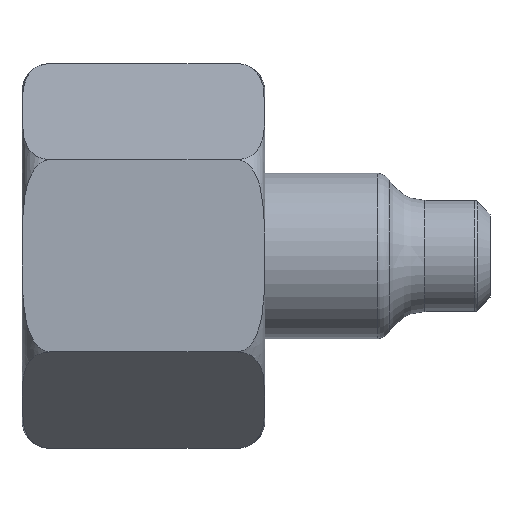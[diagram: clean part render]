
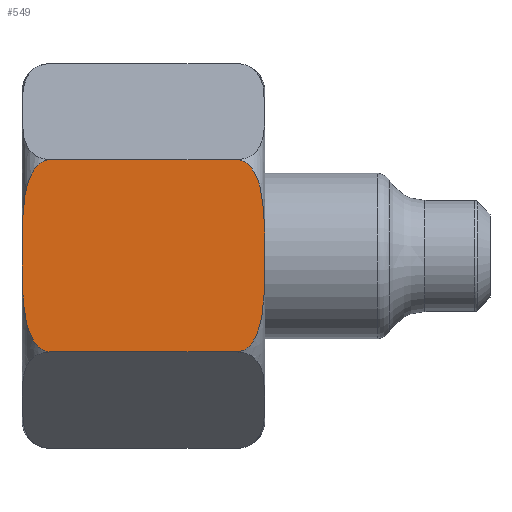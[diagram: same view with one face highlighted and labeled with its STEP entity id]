
A CAD part, top view. The second image highlights one B-rep face of the part: STEP entity #549.
In plain terms, the highlighted planar face has unit normal (0, 0, 1).
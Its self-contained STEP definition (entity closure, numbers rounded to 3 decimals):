
#425=B_SPLINE_CURVE_WITH_KNOTS('',3,(#1518,#1519,#1520,#1521,#1522,#1523,
#1524,#1525,#1526,#1527,#1528,#1529,#1530,#1531,#1532,#1533,#1534,#1535),
 .UNSPECIFIED.,.F.,.F.,(4,2,2,2,2,2,2,2,4),(0.,0.063,0.125,0.25,0.5,0.75,
0.875,0.938,1.),.UNSPECIFIED.);
#431=B_SPLINE_CURVE_WITH_KNOTS('',3,(#1637,#1638,#1639,#1640,#1641,#1642,
#1643,#1644,#1645,#1646,#1647,#1648,#1649,#1650,#1651,#1652,#1653,#1654),
 .UNSPECIFIED.,.F.,.F.,(4,2,2,2,2,2,2,2,4),(0.,0.063,0.125,
0.25,0.5,0.75,0.875,0.938,1.),.UNSPECIFIED.);
#442=FACE_OUTER_BOUND('',#712,.T.);
#453=LINE('',#1450,#465);
#454=LINE('',#1455,#466);
#465=VECTOR('',#1260,1.);
#466=VECTOR('',#1265,1.);
#494=PLANE('',#1123);
#549=ADVANCED_FACE('',(#442),#494,.T.);
#712=EDGE_LOOP('',(#840,#841,#842,#843));
#840=ORIENTED_EDGE('',*,*,#961,.T.);
#841=ORIENTED_EDGE('',*,*,#970,.T.);
#842=ORIENTED_EDGE('',*,*,#963,.T.);
#843=ORIENTED_EDGE('',*,*,#981,.T.);
#899=VERTEX_POINT('',#1444);
#902=VERTEX_POINT('',#1449);
#904=VERTEX_POINT('',#1454);
#905=VERTEX_POINT('',#1456);
#961=EDGE_CURVE('',#899,#902,#453,.T.);
#963=EDGE_CURVE('',#905,#904,#454,.T.);
#970=EDGE_CURVE('',#902,#905,#425,.T.);
#981=EDGE_CURVE('',#904,#899,#431,.T.);
#1123=AXIS2_PLACEMENT_3D('',#1714,#1317,#1318);
#1260=DIRECTION('',(-1.,0.,0.));
#1265=DIRECTION('',(1.,0.,0.));
#1317=DIRECTION('',(0.,0.,1.));
#1318=DIRECTION('',(1.,0.,0.));
#1444=CARTESIAN_POINT('',(15.5,6.92,12.005));
#1449=CARTESIAN_POINT('',(2.,6.92,12.005));
#1450=CARTESIAN_POINT('',(0.,6.92,12.005));
#1454=CARTESIAN_POINT('',(15.5,-6.92,12.005));
#1455=CARTESIAN_POINT('',(0.,-6.92,12.005));
#1456=CARTESIAN_POINT('',(2.,-6.92,12.005));
#1518=CARTESIAN_POINT('',(2.,6.92,12.005));
#1519=CARTESIAN_POINT('',(1.674,6.92,12.005));
#1520=CARTESIAN_POINT('',(1.368,6.749,12.005));
#1521=CARTESIAN_POINT('',(0.911,6.293,12.005));
#1522=CARTESIAN_POINT('',(0.743,6.01,12.005));
#1523=CARTESIAN_POINT('',(0.349,5.126,12.005));
#1524=CARTESIAN_POINT('',(0.226,4.491,12.005));
#1525=CARTESIAN_POINT('',(-0.01,2.59,12.005));
#1526=CARTESIAN_POINT('',(0.006,1.298,12.005));
#1527=CARTESIAN_POINT('',(0.005,-1.268,12.005));
#1528=CARTESIAN_POINT('',(-0.012,-2.56,12.005));
#1529=CARTESIAN_POINT('',(0.224,-4.481,12.005));
#1530=CARTESIAN_POINT('',(0.346,-5.113,12.005));
#1531=CARTESIAN_POINT('',(0.737,-5.999,12.005));
#1532=CARTESIAN_POINT('',(0.904,-6.284,12.005));
#1533=CARTESIAN_POINT('',(1.367,-6.75,12.005));
#1534=CARTESIAN_POINT('',(1.676,-6.92,12.005));
#1535=CARTESIAN_POINT('',(2.,-6.92,12.005));
#1637=CARTESIAN_POINT('',(15.5,-6.92,12.005));
#1638=CARTESIAN_POINT('',(15.826,-6.92,12.005));
#1639=CARTESIAN_POINT('',(16.132,-6.749,12.005));
#1640=CARTESIAN_POINT('',(16.589,-6.293,12.005));
#1641=CARTESIAN_POINT('',(16.757,-6.01,12.005));
#1642=CARTESIAN_POINT('',(17.151,-5.126,12.005));
#1643=CARTESIAN_POINT('',(17.274,-4.491,12.005));
#1644=CARTESIAN_POINT('',(17.51,-2.59,12.005));
#1645=CARTESIAN_POINT('',(17.494,-1.298,12.005));
#1646=CARTESIAN_POINT('',(17.495,1.268,12.005));
#1647=CARTESIAN_POINT('',(17.512,2.56,12.005));
#1648=CARTESIAN_POINT('',(17.276,4.481,12.005));
#1649=CARTESIAN_POINT('',(17.154,5.113,12.005));
#1650=CARTESIAN_POINT('',(16.763,5.999,12.005));
#1651=CARTESIAN_POINT('',(16.596,6.284,12.005));
#1652=CARTESIAN_POINT('',(16.133,6.75,12.005));
#1653=CARTESIAN_POINT('',(15.824,6.92,12.005));
#1654=CARTESIAN_POINT('',(15.5,6.92,12.005));
#1714=CARTESIAN_POINT('',(19.25,-6.931,12.005));
